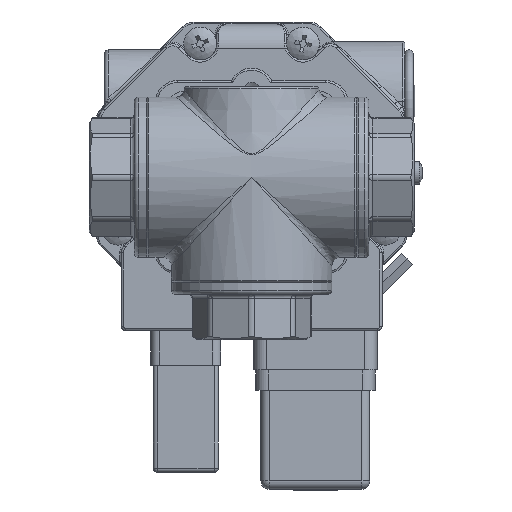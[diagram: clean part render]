
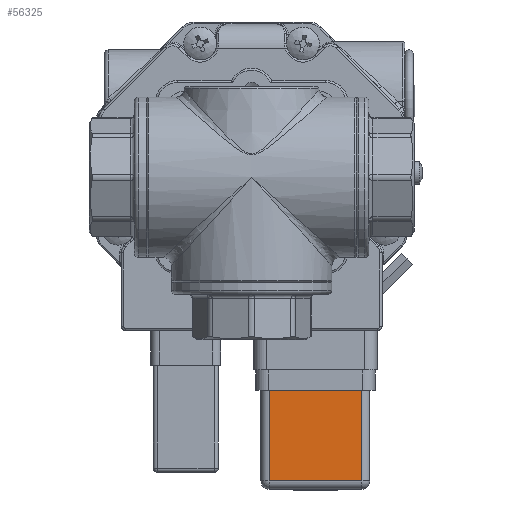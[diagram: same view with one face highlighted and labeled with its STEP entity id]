
A CAD part, front view. The second image highlights one B-rep face of the part: STEP entity #56325.
In plain terms, the highlighted face is planar.
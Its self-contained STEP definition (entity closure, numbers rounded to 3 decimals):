
#19237=ORIENTED_EDGE('',*,*,#26852,.T.);
#19238=ORIENTED_EDGE('',*,*,#26848,.T.);
#19239=ORIENTED_EDGE('',*,*,#26868,.T.);
#19240=ORIENTED_EDGE('',*,*,#26861,.T.);
#26848=EDGE_CURVE('',#31545,#31549,#34856,.T.);
#26852=EDGE_CURVE('',#31551,#31545,#34859,.T.);
#26861=EDGE_CURVE('',#31556,#31551,#34865,.T.);
#26868=EDGE_CURVE('',#31549,#31556,#34870,.T.);
#31545=VERTEX_POINT('',#127843);
#31549=VERTEX_POINT('',#127854);
#31551=VERTEX_POINT('',#127860);
#31556=VERTEX_POINT('',#127880);
#34856=LINE('',#127856,#38053);
#34859=LINE('',#127863,#38056);
#34865=LINE('',#127879,#38062);
#34870=LINE('',#127893,#38067);
#38053=VECTOR('',#74683,1000.);
#38056=VECTOR('',#74690,1000.);
#38062=VECTOR('',#74710,1000.);
#38067=VECTOR('',#74727,1000.);
#41456=EDGE_LOOP('',(#19237,#19238,#19239,#19240));
#45000=FACE_BOUND('',#41456,.T.);
#46187=PLANE('',#61541);
#56325=ADVANCED_FACE('',(#45000),#46187,.F.);
#61541=AXIS2_PLACEMENT_3D('',#127892,#74725,#74726);
#74683=DIRECTION('',(0.,0.,-1.));
#74690=DIRECTION('',(1.,0.,0.));
#74710=DIRECTION('',(0.,0.,1.));
#74725=DIRECTION('',(0.,-1.,0.));
#74726=DIRECTION('',(0.,0.,-1.));
#74727=DIRECTION('',(-1.,0.,0.));
#127843=CARTESIAN_POINT('',(11.25,13.25,36.6));
#127854=CARTESIAN_POINT('',(11.25,13.25,14.6));
#127856=CARTESIAN_POINT('',(11.25,13.25,38.6));
#127860=CARTESIAN_POINT('',(-11.25,13.25,36.6));
#127863=CARTESIAN_POINT('',(-13.25,13.25,36.6));
#127879=CARTESIAN_POINT('',(-11.25,13.25,38.6));
#127880=CARTESIAN_POINT('',(-11.25,13.25,14.6));
#127892=CARTESIAN_POINT('',(-13.25,13.25,38.6));
#127893=CARTESIAN_POINT('',(-13.25,13.25,14.6));
